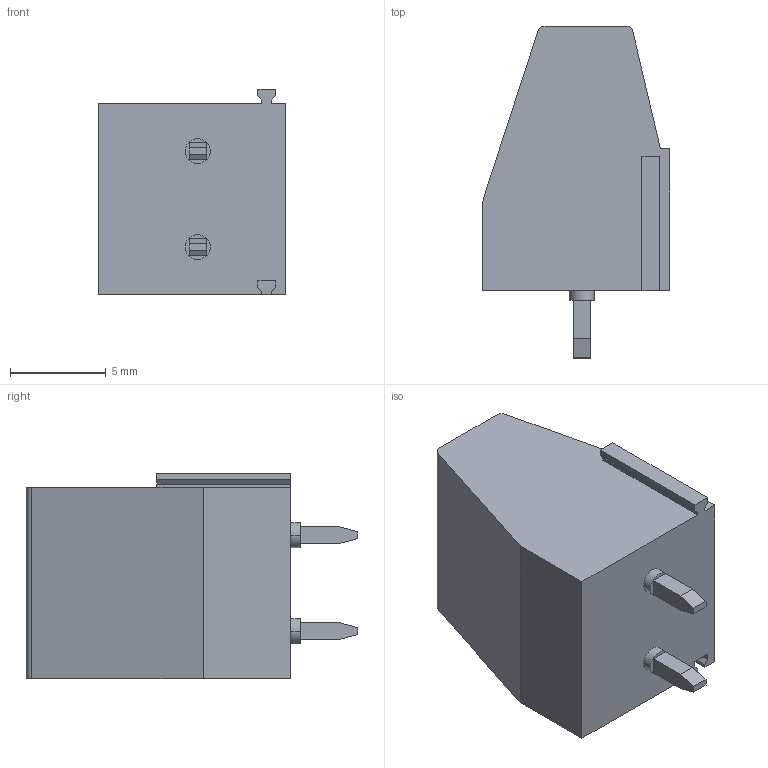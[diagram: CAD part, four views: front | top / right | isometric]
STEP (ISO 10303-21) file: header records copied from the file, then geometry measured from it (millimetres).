
FILE_DESCRIPTION(('STEP AP203'),'1');
FILE_NAME('1715022.stp','2020-10-23T10:03:45',('TraceParts'),('TraceParts S.A.'),'Spatial InterOp 3D',' ',' ');
FILE_SCHEMA(('CONFIG_CONTROL_DESIGN'));
Length unit declared in the file: millimetre
Products named in the file (1): 1
Bounding box: 9.8 x 17.3 x 10.74 mm (x, y, z)
Volume: 1061 mm3; surface area: 850.7 mm2
Topology: 1 solids, 1 shells, 118 faces, 306 edges, 204 vertices
Faces by surface type: plane 82, cylinder 36
Entity records: 3654 total; most frequent: CARTESIAN_POINT 629, DIRECTION 624, ORIENTED_EDGE 612, EDGE_CURVE 306, LINE 226, VECTOR 226, VERTEX_POINT 204, AXIS2_PLACEMENT_3D 199
